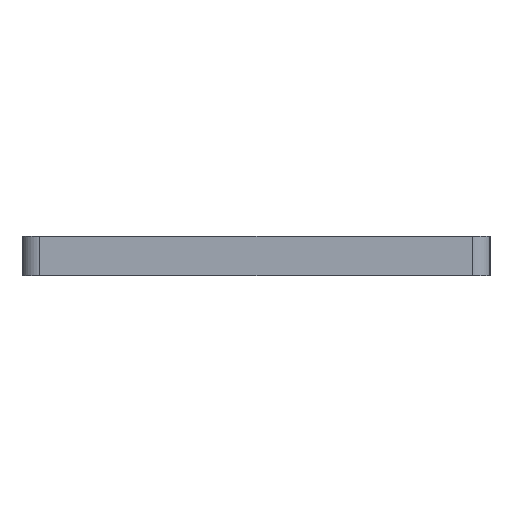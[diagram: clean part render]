
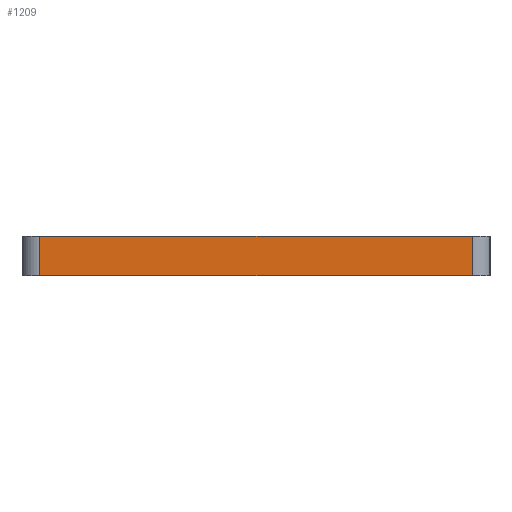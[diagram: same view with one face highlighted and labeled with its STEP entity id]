
A CAD part, left-side view. The second image highlights one B-rep face of the part: STEP entity #1209.
In plain terms, the highlighted planar face has unit normal (-1, 0, 0).
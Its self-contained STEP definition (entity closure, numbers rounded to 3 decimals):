
#189=FACE_OUTER_BOUND('',#273,.T.);
#273=EDGE_LOOP('',(#1079,#1080,#1081,#1082));
#348=LINE('',#1937,#456);
#359=LINE('',#2006,#467);
#381=LINE('',#2064,#489);
#382=LINE('',#2066,#490);
#456=VECTOR('',#1562,10.);
#467=VECTOR('',#1645,10.);
#489=VECTOR('',#1711,10.);
#490=VECTOR('',#1714,10.);
#561=VERTEX_POINT('',#1934);
#562=VERTEX_POINT('',#1936);
#583=VERTEX_POINT('',#2003);
#584=VERTEX_POINT('',#2005);
#701=EDGE_CURVE('',#561,#562,#348,.T.);
#731=EDGE_CURVE('',#584,#583,#359,.T.);
#761=EDGE_CURVE('',#583,#562,#381,.T.);
#762=EDGE_CURVE('',#584,#561,#382,.T.);
#1079=ORIENTED_EDGE('',*,*,#731,.T.);
#1080=ORIENTED_EDGE('',*,*,#761,.T.);
#1081=ORIENTED_EDGE('',*,*,#701,.F.);
#1082=ORIENTED_EDGE('',*,*,#762,.F.);
#1138=PLANE('',#1345);
#1209=ADVANCED_FACE('',(#189),#1138,.T.);
#1345=AXIS2_PLACEMENT_3D('',#2065,#1712,#1713);
#1562=DIRECTION('',(0.,-1.,0.));
#1645=DIRECTION('',(0.,-1.,0.));
#1711=DIRECTION('',(0.,0.,1.));
#1712=DIRECTION('center_axis',(-1.,0.,0.));
#1713=DIRECTION('ref_axis',(0.,-1.,0.));
#1714=DIRECTION('',(0.,0.,1.));
#1934=CARTESIAN_POINT('',(110.46,-73.09,9.4));
#1936=CARTESIAN_POINT('',(110.46,-157.44,9.4));
#1937=CARTESIAN_POINT('',(110.46,-73.09,9.4));
#2003=CARTESIAN_POINT('',(110.46,-157.44,1.6));
#2005=CARTESIAN_POINT('',(110.46,-73.09,1.6));
#2006=CARTESIAN_POINT('',(110.46,-73.09,1.6));
#2064=CARTESIAN_POINT('',(110.46,-157.44,1.6));
#2065=CARTESIAN_POINT('Origin',(110.46,-73.09,1.6));
#2066=CARTESIAN_POINT('',(110.46,-73.09,1.6));
